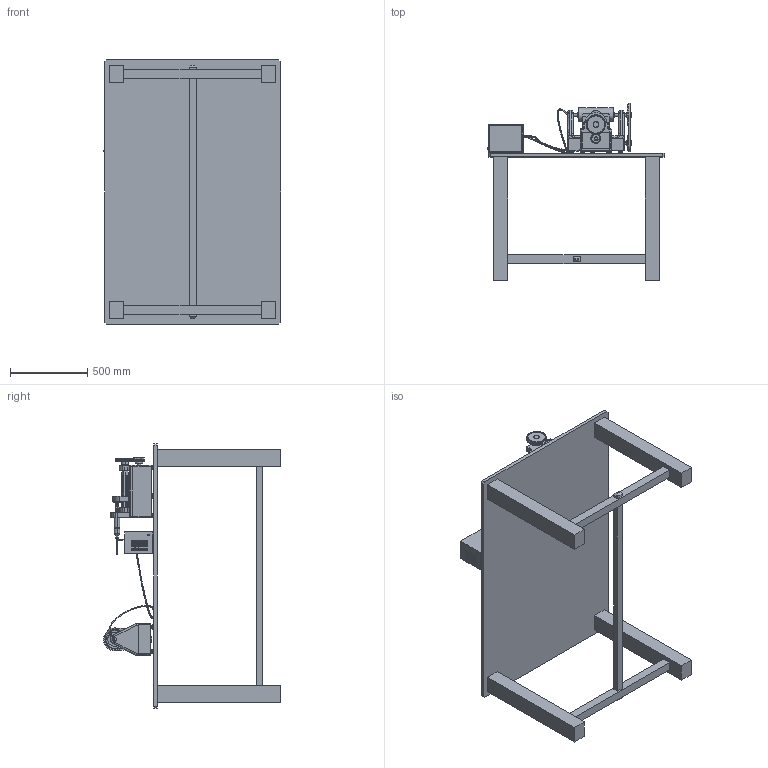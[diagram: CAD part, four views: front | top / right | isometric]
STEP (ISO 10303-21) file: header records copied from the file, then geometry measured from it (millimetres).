
FILE_DESCRIPTION(('FreeCAD Model'),'2;1');
FILE_NAME('Open CASCADE Shape Model','2025-04-29T20:37:10',('FreeCAD'),( 'FreeCAD'),'Open CASCADE STEP processor 7.6','FreeCAD','Unknown');
FILE_SCHEMA(('AUTOMOTIVE_DESIGN { 1 0 10303 214 1 1 1 1 }'));
Products named in the file (1): Open CASCADE STEP translator 7.6 1
Bounding box: 1145.2 x 1145.07 x 1707.56 mm (x, y, z)
Volume: 101139218.1 mm3; surface area: 8324740.4 mm2
Topology: 35 solids, 35 shells, 1765 faces, 4482 edges, 2882 vertices
Faces by surface type: bspline 1765
Entity records: 69597 total; most frequent: CARTESIAN_POINT 44172, ORIENTED_EDGE 8876, EDGE_CURVE 4438, VERTEX_POINT 2882, B_SPLINE_CURVE_WITH_KNOTS 2562, FACE_BOUND 2040, EDGE_LOOP 2040, ADVANCED_FACE 1765
